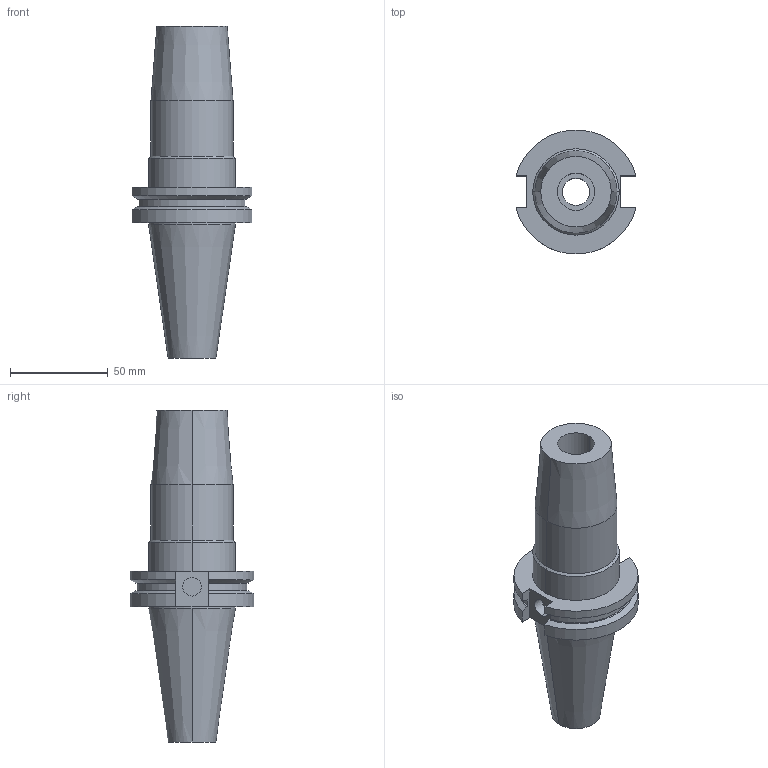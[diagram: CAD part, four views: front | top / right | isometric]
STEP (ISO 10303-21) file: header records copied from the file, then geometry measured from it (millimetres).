
FILE_DESCRIPTION (( 'STEP AP203' ), '1' );
FILE_NAME ('STP-SATE-46.651.64.400.STEP', '2020-07-02T00:30:36', ( '' ), ( '' ), 'SwSTEP 2.0', 'SolidWorks 2017', '' );
FILE_SCHEMA (( 'CONFIG_CONTROL_DESIGN' ));
Length unit declared in the file: millimetre
Products named in the file (1): STP-SATE-46.651.64.400
Bounding box: 61.35 x 63.26 x 169.85 mm (x, y, z)
Volume: 192908.9 mm3; surface area: 35407.8 mm2
Topology: 1 solids, 1 shells, 50 faces, 118 edges, 76 vertices
Faces by surface type: cylinder 22, plane 18, cone 10
Entity records: 1539 total; most frequent: CARTESIAN_POINT 269, DIRECTION 264, ORIENTED_EDGE 236, EDGE_CURVE 118, AXIS2_PLACEMENT_3D 103, VERTEX_POINT 76, LINE 58, EDGE_LOOP 58
